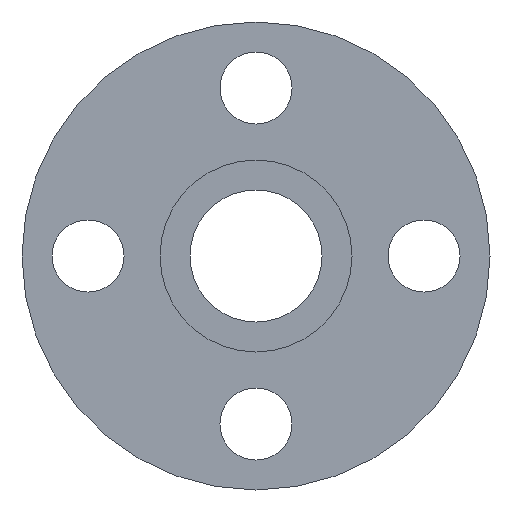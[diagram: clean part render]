
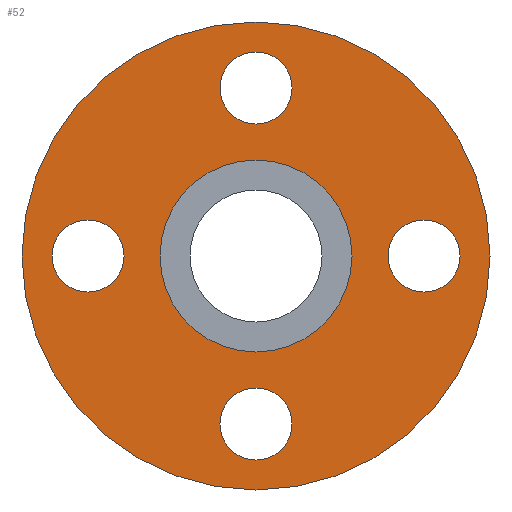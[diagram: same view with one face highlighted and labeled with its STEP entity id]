
A CAD part, left-side view. The second image highlights one B-rep face of the part: STEP entity #52.
In plain terms, the highlighted planar face has unit normal (-1, 0, 0).
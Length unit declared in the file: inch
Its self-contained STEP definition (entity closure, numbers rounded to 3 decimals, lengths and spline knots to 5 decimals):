
#1 = CIRCLE ( 'NONE', #740, 0.375 ) ;
#6 = EDGE_CURVE ( 'NONE', #560, #612, #390, .T. ) ;
#9 = AXIS2_PLACEMENT_3D ( 'NONE', #317, #449, #23 ) ;
#11 = EDGE_LOOP ( 'NONE', ( #358, #723 ) ) ;
#16 = ORIENTED_EDGE ( 'NONE', *, *, #659, .F. ) ;
#20 = AXIS2_PLACEMENT_3D ( 'NONE', #672, #510, #450 ) ;
#23 = DIRECTION ( 'NONE',  ( 0., 0., 1. ) ) ;
#29 = FACE_BOUND ( 'NONE', #712, .T. ) ;
#30 = ORIENTED_EDGE ( 'NONE', *, *, #700, .F. ) ;
#33 = DIRECTION ( 'NONE',  ( 0., -1., 0. ) ) ;
#34 = FACE_BOUND ( 'NONE', #708, .T. ) ;
#47 = DIRECTION ( 'NONE',  ( 0., 0., 1. ) ) ;
#52 = ADVANCED_FACE ( 'NONE', ( #567, #265, #34, #739, #677, #29 ), #686, .T. ) ;
#60 = CIRCLE ( 'NONE', #551, 0.375 ) ;
#62 = AXIS2_PLACEMENT_3D ( 'NONE', #315, #568, #670 ) ;
#63 = CARTESIAN_POINT ( 'NONE',  ( -0.08164, 1.75, 0.375 ) ) ;
#85 = CARTESIAN_POINT ( 'NONE',  ( -0.08164, 0., -2.4375 ) ) ;
#87 = EDGE_CURVE ( 'NONE', #364, #301, #409, .T. ) ;
#90 = VERTEX_POINT ( 'NONE', #85 ) ;
#97 = CARTESIAN_POINT ( 'NONE',  ( -0.08164, 0., 0. ) ) ;
#98 = AXIS2_PLACEMENT_3D ( 'NONE', #620, #201, #435 ) ;
#102 = DIRECTION ( 'NONE',  ( -1., 0., 0. ) ) ;
#112 = DIRECTION ( 'NONE',  ( 0., 0., -1. ) ) ;
#118 = AXIS2_PLACEMENT_3D ( 'NONE', #138, #202, #383 ) ;
#124 = ORIENTED_EDGE ( 'NONE', *, *, #684, .T. ) ;
#125 = ORIENTED_EDGE ( 'NONE', *, *, #87, .F. ) ;
#133 = EDGE_LOOP ( 'NONE', ( #436, #124 ) ) ;
#137 = CARTESIAN_POINT ( 'NONE',  ( -0.08164, -1.75, 0.375 ) ) ;
#138 = CARTESIAN_POINT ( 'NONE',  ( -0.08164, 0., -1.75 ) ) ;
#144 = DIRECTION ( 'NONE',  ( -1., 0., 0. ) ) ;
#146 = VERTEX_POINT ( 'NONE', #393 ) ;
#153 = DIRECTION ( 'NONE',  ( -1., 0., 0. ) ) ;
#159 = CIRCLE ( 'NONE', #441, 0.375 ) ;
#163 = DIRECTION ( 'NONE',  ( -1., 0., 0. ) ) ;
#168 = AXIS2_PLACEMENT_3D ( 'NONE', #213, #270, #378 ) ;
#174 = EDGE_LOOP ( 'NONE', ( #415, #16 ) ) ;
#191 = CARTESIAN_POINT ( 'NONE',  ( -0.08164, 0., -1.375 ) ) ;
#192 = VERTEX_POINT ( 'NONE', #342 ) ;
#198 = EDGE_CURVE ( 'NONE', #532, #146, #60, .T. ) ;
#201 = DIRECTION ( 'NONE',  ( -1., 0., 0. ) ) ;
#202 = DIRECTION ( 'NONE',  ( -1., 0., 0. ) ) ;
#203 = CARTESIAN_POINT ( 'NONE',  ( -0.08164, 0., 0. ) ) ;
#207 = CARTESIAN_POINT ( 'NONE',  ( -0.08164, 1.75, 0. ) ) ;
#208 = CARTESIAN_POINT ( 'NONE',  ( -0.08164, 0., 0. ) ) ;
#209 = DIRECTION ( 'NONE',  ( -1., 0., 0. ) ) ;
#213 = CARTESIAN_POINT ( 'NONE',  ( -0.08164, -1.75, 0. ) ) ;
#226 = AXIS2_PLACEMENT_3D ( 'NONE', #519, #163, #286 ) ;
#240 = EDGE_CURVE ( 'NONE', #301, #364, #267, .T. ) ;
#247 = EDGE_LOOP ( 'NONE', ( #537, #426 ) ) ;
#254 = CARTESIAN_POINT ( 'NONE',  ( -0.08164, 0., 1.75 ) ) ;
#262 = VERTEX_POINT ( 'NONE', #756 ) ;
#263 = DIRECTION ( 'NONE',  ( 0., 0., 1. ) ) ;
#265 = FACE_BOUND ( 'NONE', #11, .T. ) ;
#267 = CIRCLE ( 'NONE', #226, 1. ) ;
#270 = DIRECTION ( 'NONE',  ( -1., 0., 0. ) ) ;
#286 = DIRECTION ( 'NONE',  ( 0., 0., 1. ) ) ;
#290 = CIRCLE ( 'NONE', #98, 0.375 ) ;
#301 = VERTEX_POINT ( 'NONE', #657 ) ;
#315 = CARTESIAN_POINT ( 'NONE',  ( -0.08164, 1.75, 0. ) ) ;
#317 = CARTESIAN_POINT ( 'NONE',  ( -0.08164, 0., 0. ) ) ;
#326 = DIRECTION ( 'NONE',  ( 0., 0., 1. ) ) ;
#331 = DIRECTION ( 'NONE',  ( -1., 0., 0. ) ) ;
#334 = CARTESIAN_POINT ( 'NONE',  ( -0.08164, -1.75, 0. ) ) ;
#342 = CARTESIAN_POINT ( 'NONE',  ( -0.08164, 1.75, -0.375 ) ) ;
#350 = CIRCLE ( 'NONE', #118, 0.375 ) ;
#358 = ORIENTED_EDGE ( 'NONE', *, *, #198, .F. ) ;
#364 = VERTEX_POINT ( 'NONE', #478 ) ;
#378 = DIRECTION ( 'NONE',  ( 0., 0., -1. ) ) ;
#379 = VERTEX_POINT ( 'NONE', #63 ) ;
#380 = VERTEX_POINT ( 'NONE', #711 ) ;
#383 = DIRECTION ( 'NONE',  ( 0., 1., 0. ) ) ;
#387 = CARTESIAN_POINT ( 'NONE',  ( -0.08164, 0., -2.125 ) ) ;
#390 = CIRCLE ( 'NONE', #20, 0.375 ) ;
#391 = CIRCLE ( 'NONE', #9, 2.4375 ) ;
#393 = CARTESIAN_POINT ( 'NONE',  ( -0.08164, -1.75, -0.375 ) ) ;
#409 = CIRCLE ( 'NONE', #454, 1. ) ;
#415 = ORIENTED_EDGE ( 'NONE', *, *, #598, .F. ) ;
#426 = ORIENTED_EDGE ( 'NONE', *, *, #511, .F. ) ;
#435 = DIRECTION ( 'NONE',  ( 0., -1., 0. ) ) ;
#436 = ORIENTED_EDGE ( 'NONE', *, *, #642, .T. ) ;
#441 = AXIS2_PLACEMENT_3D ( 'NONE', #254, #331, #33 ) ;
#445 = DIRECTION ( 'NONE',  ( 0., 0., 1. ) ) ;
#449 = DIRECTION ( 'NONE',  ( -1., 0., 0. ) ) ;
#450 = DIRECTION ( 'NONE',  ( 0., 1., 0. ) ) ;
#454 = AXIS2_PLACEMENT_3D ( 'NONE', #203, #102, #47 ) ;
#455 = CIRCLE ( 'NONE', #62, 0.375 ) ;
#466 = CIRCLE ( 'NONE', #593, 2.4375 ) ;
#478 = CARTESIAN_POINT ( 'NONE',  ( -0.08164, 0., 1. ) ) ;
#510 = DIRECTION ( 'NONE',  ( -1., 0., 0. ) ) ;
#511 = EDGE_CURVE ( 'NONE', #192, #379, #1, .T. ) ;
#512 = CARTESIAN_POINT ( 'NONE',  ( -0.08164, 0., 1.375 ) ) ;
#517 = AXIS2_PLACEMENT_3D ( 'NONE', #97, #209, #326 ) ;
#519 = CARTESIAN_POINT ( 'NONE',  ( -0.08164, 0., 0. ) ) ;
#532 = VERTEX_POINT ( 'NONE', #137 ) ;
#537 = ORIENTED_EDGE ( 'NONE', *, *, #595, .F. ) ;
#551 = AXIS2_PLACEMENT_3D ( 'NONE', #334, #695, #112 ) ;
#560 = VERTEX_POINT ( 'NONE', #191 ) ;
#567 = FACE_BOUND ( 'NONE', #174, .T. ) ;
#568 = DIRECTION ( 'NONE',  ( -1., 0., 0. ) ) ;
#593 = AXIS2_PLACEMENT_3D ( 'NONE', #208, #153, #445 ) ;
#595 = EDGE_CURVE ( 'NONE', #379, #192, #455, .T. ) ;
#598 = EDGE_CURVE ( 'NONE', #380, #729, #290, .T. ) ;
#612 = VERTEX_POINT ( 'NONE', #387 ) ;
#613 = EDGE_CURVE ( 'NONE', #146, #532, #646, .T. ) ;
#620 = CARTESIAN_POINT ( 'NONE',  ( -0.08164, 0., 1.75 ) ) ;
#621 = ORIENTED_EDGE ( 'NONE', *, *, #240, .F. ) ;
#642 = EDGE_CURVE ( 'NONE', #262, #90, #391, .T. ) ;
#646 = CIRCLE ( 'NONE', #168, 0.375 ) ;
#657 = CARTESIAN_POINT ( 'NONE',  ( -0.08164, 0., -1. ) ) ;
#659 = EDGE_CURVE ( 'NONE', #729, #380, #159, .T. ) ;
#670 = DIRECTION ( 'NONE',  ( 0., 0., 1. ) ) ;
#672 = CARTESIAN_POINT ( 'NONE',  ( -0.08164, 0., -1.75 ) ) ;
#677 = FACE_OUTER_BOUND ( 'NONE', #133, .T. ) ;
#684 = EDGE_CURVE ( 'NONE', #90, #262, #466, .T. ) ;
#686 = PLANE ( 'NONE',  #517 ) ;
#695 = DIRECTION ( 'NONE',  ( -1., 0., 0. ) ) ;
#700 = EDGE_CURVE ( 'NONE', #612, #560, #350, .T. ) ;
#708 = EDGE_LOOP ( 'NONE', ( #714, #30 ) ) ;
#711 = CARTESIAN_POINT ( 'NONE',  ( -0.08164, 0., 2.125 ) ) ;
#712 = EDGE_LOOP ( 'NONE', ( #125, #621 ) ) ;
#714 = ORIENTED_EDGE ( 'NONE', *, *, #6, .F. ) ;
#723 = ORIENTED_EDGE ( 'NONE', *, *, #613, .F. ) ;
#729 = VERTEX_POINT ( 'NONE', #512 ) ;
#739 = FACE_BOUND ( 'NONE', #247, .T. ) ;
#740 = AXIS2_PLACEMENT_3D ( 'NONE', #207, #144, #263 ) ;
#756 = CARTESIAN_POINT ( 'NONE',  ( -0.08164, 0., 2.4375 ) ) ;
